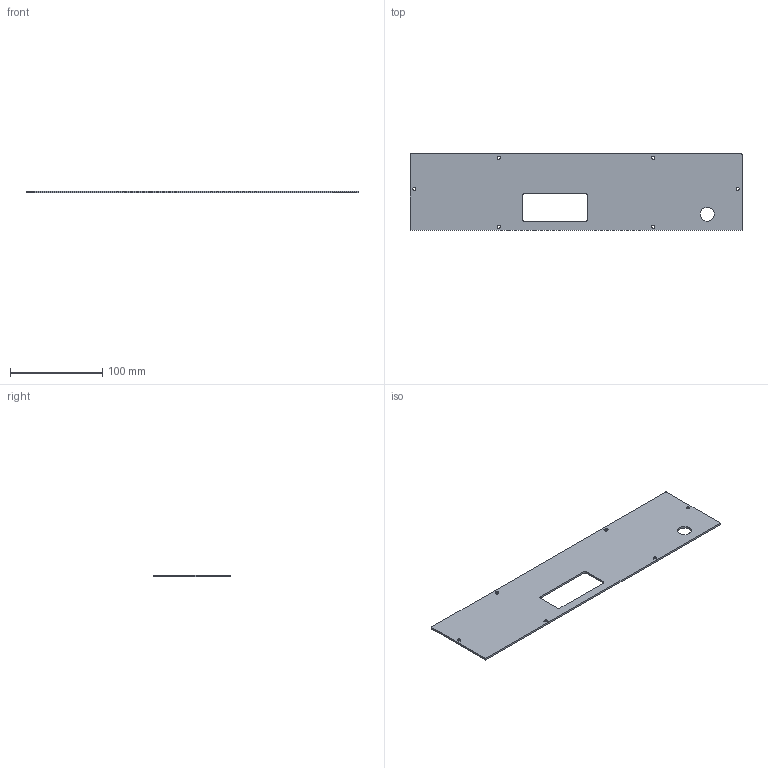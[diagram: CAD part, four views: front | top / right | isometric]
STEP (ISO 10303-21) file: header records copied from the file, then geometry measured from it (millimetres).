
FILE_DESCRIPTION (( 'STEP AP203' ), '1' );
FILE_NAME ('9_front_panel.STEP', '2021-09-30T02:50:38', ( '' ), ( '' ), 'SwSTEP 2.0', 'SolidWorks 2020', '' );
FILE_SCHEMA (( 'CONFIG_CONTROL_DESIGN' ));
Length unit declared in the file: millimetre
Products named in the file (1): 9_front_panel
Bounding box: 359 x 83 x 2 mm (x, y, z)
Volume: 54786.8 mm3; surface area: 57491.3 mm2
Topology: 1 solids, 1 shells, 245 faces, 657 edges, 438 vertices
Faces by surface type: bspline 132, plane 81, cylinder 32
Entity records: 13808 total; most frequent: CARTESIAN_POINT 8409, ORIENTED_EDGE 1314, DIRECTION 685, EDGE_CURVE 657, VERTEX_POINT 438, LINE 329, VECTOR 329, EDGE_LOOP 285
